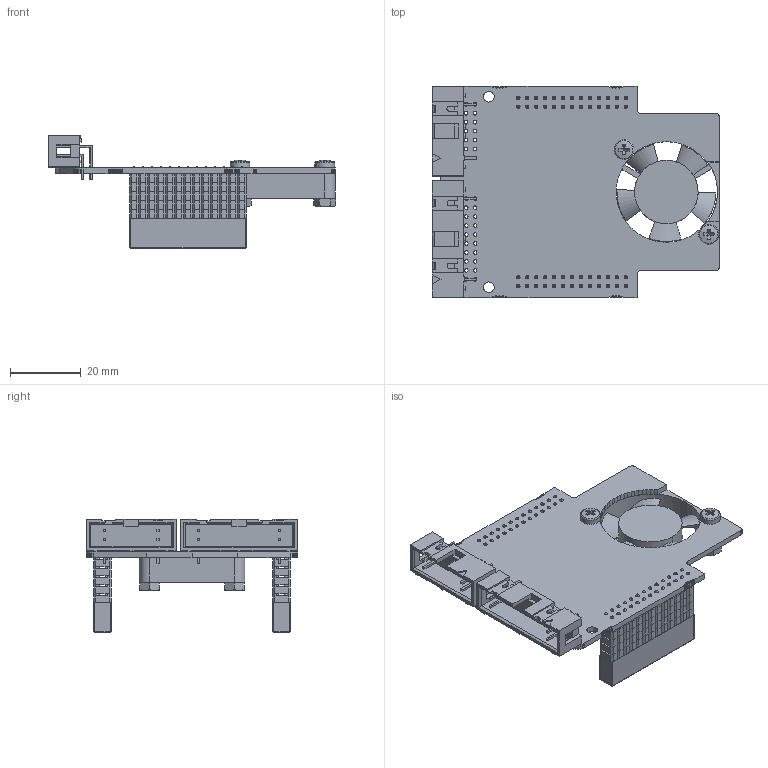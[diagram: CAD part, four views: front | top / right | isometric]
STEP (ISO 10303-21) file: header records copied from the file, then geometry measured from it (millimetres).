
FILE_DESCRIPTION(('Open CASCADE Model'),'2;1');
FILE_NAME('Open CASCADE Shape Model','2014-05-06T11:23:44',('Author'),( 'Open CASCADE'),'Open CASCADE STEP processor 6.2','Open CASCADE 6.2' ,'Unknown');
FILE_SCHEMA(('AUTOMOTIVE_DESIGN { 1 0 10303 214 1 1 1 1 }'));
Length unit declared in the file: millimetre
Products named in the file (18): PCB; Board; CN1; CN_MPEGARRY_100-2-026-0-NFX-YS0-2331; CN_MPEGARRY_100-2-026x8,5_conn; CN_MPEGARRY_100-pin14,8; CN_MPEGARRY_100-2-026x8,5_spacer; CN2; CN4; 0918_SEK_low_profile_male_header_angled_14-pin_2_9_PCB; CN3; 0918_SEK_low_profile_male_header_angled_20-pin_2_9_PCB; Free-Models; VM_M3x10_7985H; MM_M3_934; Fan_30x30x6,9; Fan-30x30x6,9_ohisje; Fan-30x30x6,9_rotor
Assembly tree (49 placements, depth 4):
  PCB
    Board
    CN1
      CN_MPEGARRY_100-2-026-0-NFX-YS0-2331
        CN_MPEGARRY_100-2-026x8,5_conn
        CN_MPEGARRY_100-pin14,8  x26
        CN_MPEGARRY_100-2-026x8,5_spacer  x5
    CN2
      CN_MPEGARRY_100-2-026-0-NFX-YS0-2331
        CN_MPEGARRY_100-2-026x8,5_conn
        CN_MPEGARRY_100-pin14,8  x26
        CN_MPEGARRY_100-2-026x8,5_spacer  x5
    CN4
      0918_SEK_low_profile_male_header_angled_14-pin_2_9_PCB
    CN3
      0918_SEK_low_profile_male_header_angled_20-pin_2_9_PCB
    Free-Models
      VM_M3x10_7985H  x2
      MM_M3_934  x2
      Fan_30x30x6,9
        Fan-30x30x6,9_ohisje
        Fan-30x30x6,9_rotor
Bounding box: 81.57 x 60.02 x 32.06 mm (x, y, z)
Volume: 17678.3 mm3; surface area: 28347.6 mm2
Topology: 73 solids, 73 shells, 3537 faces, 10284 edges, 6705 vertices
Faces by surface type: plane 3119, bspline 269, cylinder 127, cone 18, torus 2, sphere 2
Full cylindrical faces by diameter (mm): 1 x86, 3 x6, 3.2 x3, 5.6 x2
Entity records: 102091 total; most frequent: CARTESIAN_POINT 32504, DIRECTION 10669, LINE 7991, VECTOR 7991, ORIENTED_EDGE 7090, PCURVE 7090, DEFINITIONAL_REPRESENTATION 7090, EDGE_CURVE 3545
